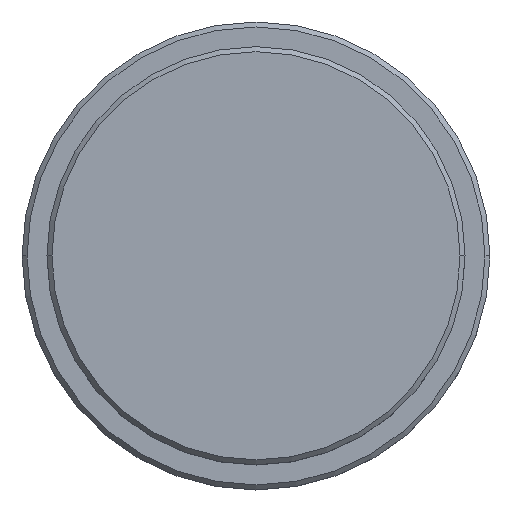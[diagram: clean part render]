
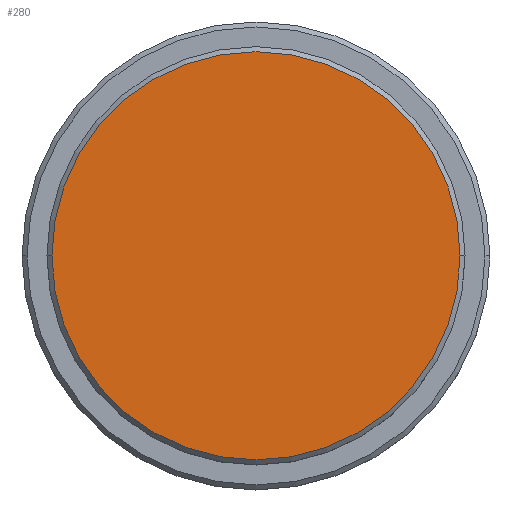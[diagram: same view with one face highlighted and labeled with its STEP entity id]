
A CAD part, top view. The second image highlights one B-rep face of the part: STEP entity #280.
In plain terms, the highlighted planar face has unit normal (0, 0, 1).
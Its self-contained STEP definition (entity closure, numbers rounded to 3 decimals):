
#74 = ORIENTED_EDGE ( 'NONE', *, *, #452, .T. ) ;
#163 = VERTEX_POINT ( 'NONE', #615 ) ;
#251 = DIRECTION ( 'NONE',  ( 1., 0., 0. ) ) ;
#280 = ADVANCED_FACE ( 'NONE', ( #1087 ), #516, .T. ) ;
#296 = DIRECTION ( 'NONE',  ( 0., 0., 1. ) ) ;
#314 = CARTESIAN_POINT ( 'NONE',  ( 0., 0., 0. ) ) ;
#334 = ORIENTED_EDGE ( 'NONE', *, *, #347, .T. ) ;
#347 = EDGE_CURVE ( 'NONE', #1244, #163, #386, .T. ) ;
#386 = CIRCLE ( 'NONE', #412, 20.5 ) ;
#412 = AXIS2_PLACEMENT_3D ( 'NONE', #314, #987, #1332 ) ;
#452 = EDGE_CURVE ( 'NONE', #163, #1244, #643, .T. ) ;
#516 = PLANE ( 'NONE',  #714 ) ;
#522 = CARTESIAN_POINT ( 'NONE',  ( 0., 0., 0. ) ) ;
#612 = CARTESIAN_POINT ( 'NONE',  ( -20.5, 0., 0. ) ) ;
#615 = CARTESIAN_POINT ( 'NONE',  ( 20.5, 0., 0. ) ) ;
#643 = CIRCLE ( 'NONE', #870, 20.5 ) ;
#714 = AXIS2_PLACEMENT_3D ( 'NONE', #522, #296, #731 ) ;
#720 = EDGE_LOOP ( 'NONE', ( #334, #74 ) ) ;
#731 = DIRECTION ( 'NONE',  ( 1., 0., 0. ) ) ;
#773 = DIRECTION ( 'NONE',  ( 0., 0., 1. ) ) ;
#870 = AXIS2_PLACEMENT_3D ( 'NONE', #1239, #773, #251 ) ;
#987 = DIRECTION ( 'NONE',  ( 0., 0., 1. ) ) ;
#1087 = FACE_OUTER_BOUND ( 'NONE', #720, .T. ) ;
#1239 = CARTESIAN_POINT ( 'NONE',  ( 0., 0., 0. ) ) ;
#1244 = VERTEX_POINT ( 'NONE', #612 ) ;
#1332 = DIRECTION ( 'NONE',  ( 1., 0., 0. ) ) ;
